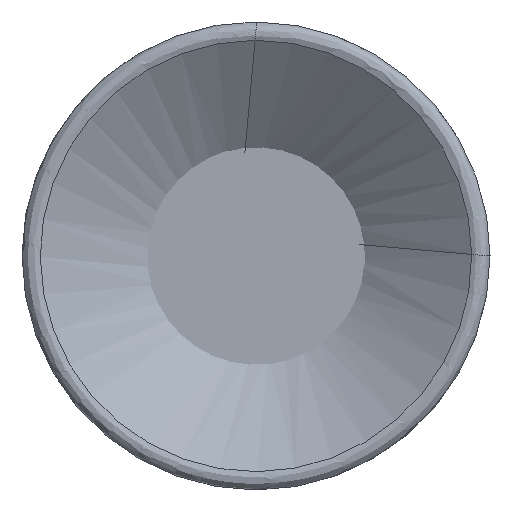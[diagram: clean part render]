
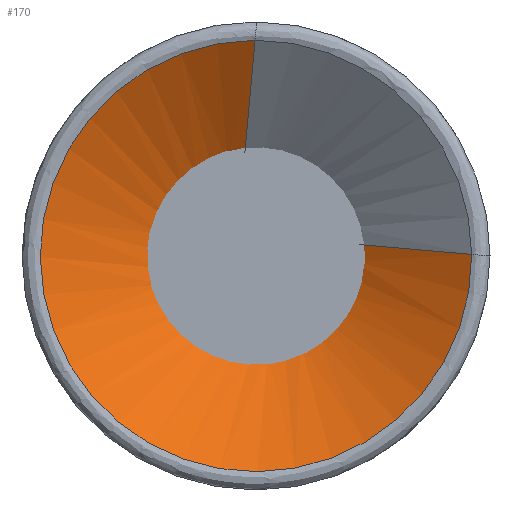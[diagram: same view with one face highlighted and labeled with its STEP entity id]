
A CAD part, left-side view. The second image highlights one B-rep face of the part: STEP entity #170.
In plain terms, the highlighted free-form (B-spline) face has degree [1, 3] with [2, 7] control points.
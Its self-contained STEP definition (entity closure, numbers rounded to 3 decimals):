
#41=(
BOUNDED_SURFACE()
B_SPLINE_SURFACE(1,3,((#880,#881,#882,#883,#884,#885,#886),(#887,#888,#889,
#890,#891,#892,#893)),.UNSPECIFIED.,.F.,.F.,.F.)
B_SPLINE_SURFACE_WITH_KNOTS((2,2),(4,3,4),(0.,1.),(0.,0.5,1.),
 .UNSPECIFIED.)
GEOMETRIC_REPRESENTATION_ITEM()
RATIONAL_B_SPLINE_SURFACE(((1.,0.588,0.588,1.,0.588,
0.588,1.),(1.,0.588,0.588,1.,0.588,
0.588,1.)))
REPRESENTATION_ITEM('')
SURFACE()
);
#56=LINE('',#878,#64);
#57=LINE('',#879,#65);
#64=VECTOR('',#668,1.);
#65=VECTOR('',#669,1.);
#170=ADVANCED_FACE('',(#191),#41,.F.);
#191=FACE_OUTER_BOUND('',#247,.T.);
#247=EDGE_LOOP('',(#318,#319,#320,#321));
#318=ORIENTED_EDGE('',*,*,#433,.F.);
#319=ORIENTED_EDGE('',*,*,#434,.F.);
#320=ORIENTED_EDGE('',*,*,#430,.T.);
#321=ORIENTED_EDGE('',*,*,#435,.F.);
#390=VERTEX_POINT('',#843);
#391=VERTEX_POINT('',#844);
#392=VERTEX_POINT('',#876);
#393=VERTEX_POINT('',#877);
#430=EDGE_CURVE('',#390,#391,#478,.T.);
#433=EDGE_CURVE('',#392,#393,#479,.T.);
#434=EDGE_CURVE('',#390,#392,#56,.T.);
#435=EDGE_CURVE('',#393,#391,#57,.T.);
#478=CIRCLE('',#540,6.712);
#479=CIRCLE('',#543,14.749);
#540=AXIS2_PLACEMENT_3D('',#842,#660,#661);
#543=AXIS2_PLACEMENT_3D('',#875,#666,#667);
#660=DIRECTION('',(1.,0.,0.));
#661=DIRECTION('',(0.,-0.993,0.122));
#666=DIRECTION('',(1.,0.,0.));
#667=DIRECTION('',(0.,-1.,0.007));
#668=DIRECTION('',(-0.571,-0.818,-0.072));
#669=DIRECTION('',(0.571,0.074,-0.818));
#842=CARTESIAN_POINT('',(6.518,0.,0.));
#843=CARTESIAN_POINT('',(6.518,-6.663,0.817));
#844=CARTESIAN_POINT('',(6.518,0.798,6.665));
#875=CARTESIAN_POINT('',(0.877,0.,0.));
#876=CARTESIAN_POINT('',(0.877,-14.748,0.11));
#877=CARTESIAN_POINT('',(0.877,0.068,14.748));
#878=CARTESIAN_POINT('',(6.518,-6.663,0.817));
#879=CARTESIAN_POINT('',(6.518,0.798,6.665));
#880=CARTESIAN_POINT('',(6.518,-6.663,0.817));
#881=CARTESIAN_POINT('',(6.518,-7.519,-6.163));
#882=CARTESIAN_POINT('',(6.518,-1.395,-9.622));
#883=CARTESIAN_POINT('',(6.518,4.141,-5.283));
#884=CARTESIAN_POINT('',(6.518,9.676,-0.945));
#885=CARTESIAN_POINT('',(6.518,7.782,5.828));
#886=CARTESIAN_POINT('',(6.518,0.798,6.665));
#887=CARTESIAN_POINT('',(0.877,-14.748,0.11));
#888=CARTESIAN_POINT('',(0.877,-14.863,-15.343));
#889=CARTESIAN_POINT('',(0.877,-0.627,-21.352));
#890=CARTESIAN_POINT('',(0.877,10.366,-10.492));
#891=CARTESIAN_POINT('',(0.877,21.358,0.369));
#892=CARTESIAN_POINT('',(0.877,15.521,14.677));
#893=CARTESIAN_POINT('',(0.877,0.068,14.748));
